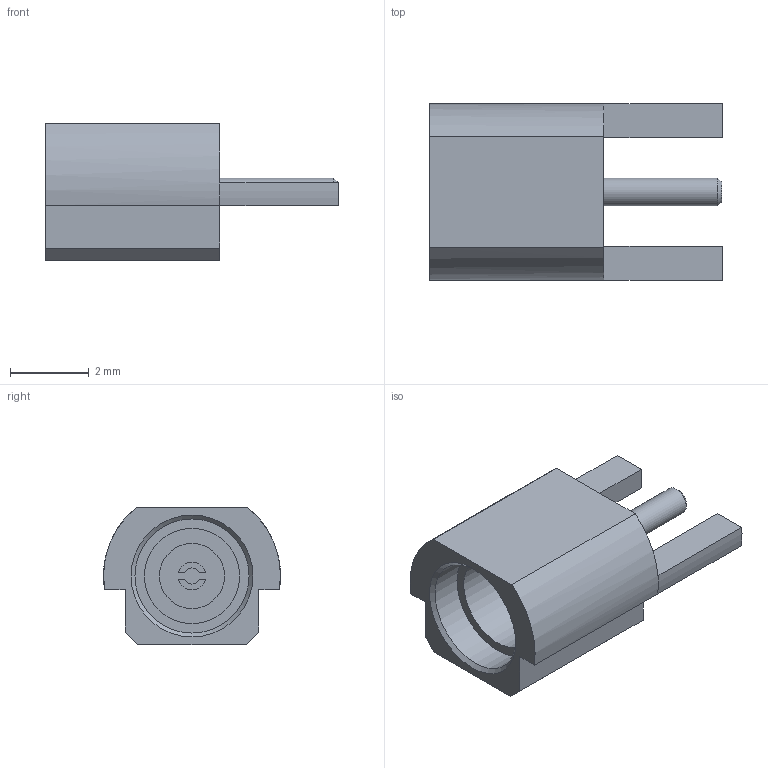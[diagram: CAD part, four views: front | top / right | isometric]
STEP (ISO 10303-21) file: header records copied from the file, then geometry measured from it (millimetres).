
FILE_DESCRIPTION(('FreeCAD Model'),'2;1');
FILE_NAME('MMCX_Molex_73415-0961_Horizontal.step' ,'2018-09-09T23:27:19',('kicad StepUp'),('ksu MCAD'), 'Open CASCADE STEP processor 7.3','FreeCAD','Unknown');
FILE_SCHEMA(('AUTOMOTIVE_DESIGN { 1 0 10303 214 1 1 1 1 }'));
Length unit declared in the file: millimetre
Products named in the file (1): MMCX_Molex_73415-0961_Horizontal
Bounding box: 7.44 x 4.5 x 3.5 mm (x, y, z)
Volume: 48.8 mm3; surface area: 141.2 mm2
Topology: 1 solids, 1 shells, 43 faces, 95 edges, 61 vertices
Faces by surface type: plane 29, cylinder 12, cone 2
Full cylindrical faces by diameter (mm): 0.71 x1, 1.66 x1, 2.42 x1, 2.9 x1
Entity records: 897 total; most frequent: ORIENTED_EDGE 144, CARTESIAN_POINT 113, EDGE_CURVE 95, DIRECTION 69, LINE 68, VERTEX_POINT 61, AXIS2_PLACEMENT_3D 54, FACE_BOUND 50
